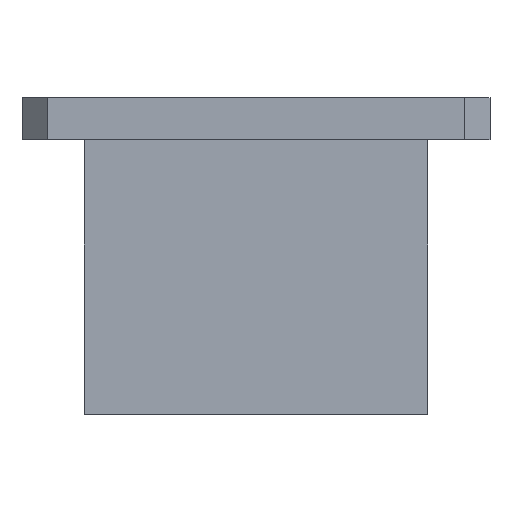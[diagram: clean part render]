
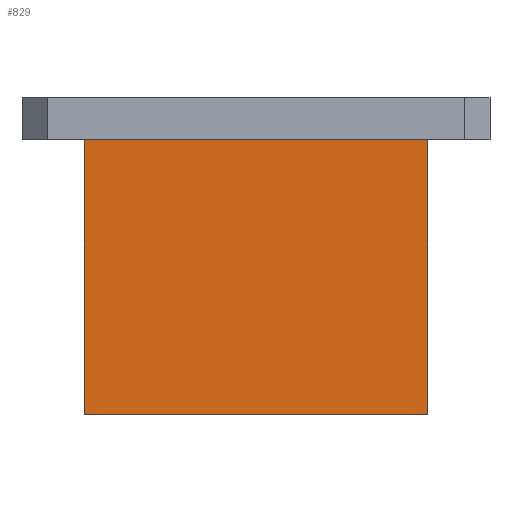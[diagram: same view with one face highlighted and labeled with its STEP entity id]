
A CAD part, front view. The second image highlights one B-rep face of the part: STEP entity #829.
In plain terms, the highlighted planar face has unit normal (0, -1, 0).
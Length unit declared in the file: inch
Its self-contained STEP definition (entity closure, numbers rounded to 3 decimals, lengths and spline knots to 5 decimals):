
#120 = CARTESIAN_POINT ( 'NONE',  ( -1.0205, -0.556, -1.88 ) ) ;
#246 = VECTOR ( 'NONE', #4474, 39.37008 ) ;
#517 = DIRECTION ( 'NONE',  ( 0., 0., -1. ) ) ;
#591 = CARTESIAN_POINT ( 'NONE',  ( 3.57475, -0.556, 0. ) ) ;
#645 = CARTESIAN_POINT ( 'NONE',  ( 1.0205, -0.556, 0. ) ) ;
#733 = VERTEX_POINT ( 'NONE', #5199 ) ;
#743 = VERTEX_POINT ( 'NONE', #3914 ) ;
#829 = ADVANCED_FACE ( 'NONE', ( #963 ), #1370, .F. ) ;
#963 = FACE_OUTER_BOUND ( 'NONE', #3497, .T. ) ;
#1294 = EDGE_CURVE ( 'NONE', #743, #2253, #4051, .T. ) ;
#1370 = PLANE ( 'NONE',  #2642 ) ;
#1986 = ORIENTED_EDGE ( 'NONE', *, *, #4147, .T. ) ;
#2039 = VERTEX_POINT ( 'NONE', #3231 ) ;
#2253 = VERTEX_POINT ( 'NONE', #120 ) ;
#2282 = CARTESIAN_POINT ( 'NONE',  ( -1.0205, -0.556, 0. ) ) ;
#2374 = DIRECTION ( 'NONE',  ( 0., 0., -1. ) ) ;
#2420 = EDGE_CURVE ( 'NONE', #2039, #733, #4182, .T. ) ;
#2450 = ORIENTED_EDGE ( 'NONE', *, *, #1294, .F. ) ;
#2458 = VECTOR ( 'NONE', #2374, 39.37008 ) ;
#2642 = AXIS2_PLACEMENT_3D ( 'NONE', #591, #3535, #517 ) ;
#2762 = LINE ( 'NONE', #645, #246 ) ;
#2784 = DIRECTION ( 'NONE',  ( -1., 0., 0. ) ) ;
#2864 = ORIENTED_EDGE ( 'NONE', *, *, #2420, .F. ) ;
#3002 = DIRECTION ( 'NONE',  ( 1., 0., 0. ) ) ;
#3231 = CARTESIAN_POINT ( 'NONE',  ( -1.0205, -0.556, -0.25 ) ) ;
#3497 = EDGE_LOOP ( 'NONE', ( #2864, #1986, #2450, #4181 ) ) ;
#3514 = CARTESIAN_POINT ( 'NONE',  ( 0., -0.556, -0.25 ) ) ;
#3515 = VECTOR ( 'NONE', #2784, 39.37008 ) ;
#3535 = DIRECTION ( 'NONE',  ( 0., 1., 0. ) ) ;
#3582 = CARTESIAN_POINT ( 'NONE',  ( 3.57475, -0.556, -1.88 ) ) ;
#3914 = CARTESIAN_POINT ( 'NONE',  ( 1.0205, -0.556, -1.88 ) ) ;
#4051 = LINE ( 'NONE', #3582, #3515 ) ;
#4147 = EDGE_CURVE ( 'NONE', #2039, #2253, #5248, .T. ) ;
#4181 = ORIENTED_EDGE ( 'NONE', *, *, #4242, .F. ) ;
#4182 = LINE ( 'NONE', #3514, #4292 ) ;
#4242 = EDGE_CURVE ( 'NONE', #733, #743, #2762, .T. ) ;
#4292 = VECTOR ( 'NONE', #3002, 39.37008 ) ;
#4474 = DIRECTION ( 'NONE',  ( 0., 0., -1. ) ) ;
#5199 = CARTESIAN_POINT ( 'NONE',  ( 1.0205, -0.556, -0.25 ) ) ;
#5248 = LINE ( 'NONE', #2282, #2458 ) ;
